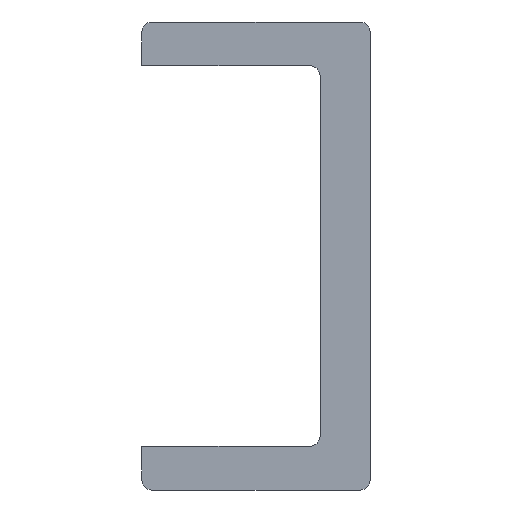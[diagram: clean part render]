
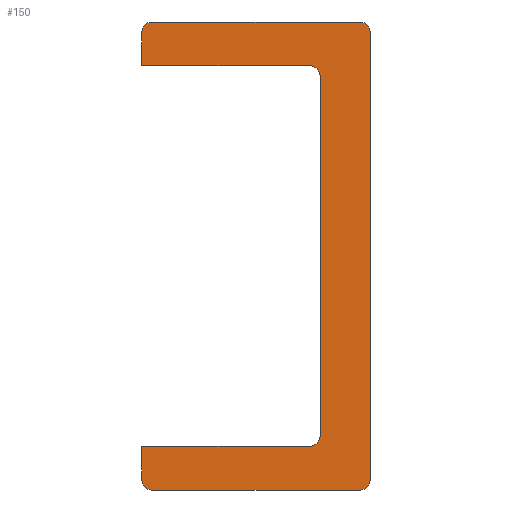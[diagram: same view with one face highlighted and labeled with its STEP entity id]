
A CAD part, front view. The second image highlights one B-rep face of the part: STEP entity #150.
In plain terms, the highlighted planar face has unit normal (0, -1, 0).
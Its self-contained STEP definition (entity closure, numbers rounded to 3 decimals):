
#150 = ADVANCED_FACE( '', ( #345 ), #346, .F. );
#345 = FACE_OUTER_BOUND( '', #560, .T. );
#346 = PLANE( '', #561 );
#560 = EDGE_LOOP( '', ( #883, #884, #885, #886, #887, #888, #889, #890, #891, #892, #893, #894, #895, #896 ) );
#561 = AXIS2_PLACEMENT_3D( '', #897, #898, #899 );
#883 = ORIENTED_EDGE( '', *, *, #1064, .F. );
#884 = ORIENTED_EDGE( '', *, *, #1036, .T. );
#885 = ORIENTED_EDGE( '', *, *, #1069, .F. );
#886 = ORIENTED_EDGE( '', *, *, #1101, .T. );
#887 = ORIENTED_EDGE( '', *, *, #1051, .F. );
#888 = ORIENTED_EDGE( '', *, *, #1007, .F. );
#889 = ORIENTED_EDGE( '', *, *, #1002, .F. );
#890 = ORIENTED_EDGE( '', *, *, #1103, .F. );
#891 = ORIENTED_EDGE( '', *, *, #1078, .F. );
#892 = ORIENTED_EDGE( '', *, *, #1104, .F. );
#893 = ORIENTED_EDGE( '', *, *, #1013, .F. );
#894 = ORIENTED_EDGE( '', *, *, #1092, .T. );
#895 = ORIENTED_EDGE( '', *, *, #1075, .F. );
#896 = ORIENTED_EDGE( '', *, *, #1098, .T. );
#897 = CARTESIAN_POINT( '', ( -10.5, 0., 21.5 ) );
#898 = DIRECTION( '', ( 0., 1., 0. ) );
#899 = DIRECTION( '', ( 0., 0., 1. ) );
#1002 = EDGE_CURVE( '', #1154, #1155, #1156, .T. );
#1007 = EDGE_CURVE( '', #1155, #1163, #1164, .T. );
#1013 = EDGE_CURVE( '', #1172, #1174, #1175, .T. );
#1036 = EDGE_CURVE( '', #1212, #1210, #1213, .F. );
#1051 = EDGE_CURVE( '', #1163, #1236, #1237, .T. );
#1064 = EDGE_CURVE( '', #1212, #1260, #1261, .T. );
#1069 = EDGE_CURVE( '', #1267, #1210, #1268, .T. );
#1075 = EDGE_CURVE( '', #1276, #1278, #1279, .T. );
#1078 = EDGE_CURVE( '', #1282, #1283, #1284, .T. );
#1092 = EDGE_CURVE( '', #1172, #1278, #1302, .F. );
#1098 = EDGE_CURVE( '', #1276, #1260, #1309, .F. );
#1101 = EDGE_CURVE( '', #1267, #1236, #1312, .F. );
#1103 = EDGE_CURVE( '', #1283, #1154, #1314, .T. );
#1104 = EDGE_CURVE( '', #1174, #1282, #1315, .T. );
#1154 = VERTEX_POINT( '', #1368 );
#1155 = VERTEX_POINT( '', #1369 );
#1156 = CIRCLE( '', #1370, 1. );
#1163 = VERTEX_POINT( '', #1379 );
#1164 = LINE( '', #1380, #1381 );
#1172 = VERTEX_POINT( '', #1392 );
#1174 = VERTEX_POINT( '', #1395 );
#1175 = LINE( '', #1396, #1397 );
#1210 = VERTEX_POINT( '', #1433 );
#1212 = VERTEX_POINT( '', #1436 );
#1213 = CIRCLE( '', #1437, 0.9 );
#1236 = VERTEX_POINT( '', #1461 );
#1237 = LINE( '', #1462, #1463 );
#1260 = VERTEX_POINT( '', #1489 );
#1261 = LINE( '', #1490, #1491 );
#1267 = VERTEX_POINT( '', #1498 );
#1268 = LINE( '', #1499, #1500 );
#1276 = VERTEX_POINT( '', #1511 );
#1278 = VERTEX_POINT( '', #1514 );
#1279 = LINE( '', #1515, #1516 );
#1282 = VERTEX_POINT( '', #1520 );
#1283 = VERTEX_POINT( '', #1521 );
#1284 = CIRCLE( '', #1522, 1. );
#1302 = CIRCLE( '', #1542, 0.9 );
#1309 = CIRCLE( '', #1549, 0.9 );
#1312 = CIRCLE( '', #1552, 0.9 );
#1314 = LINE( '', #1554, #1555 );
#1315 = LINE( '', #1556, #1557 );
#1368 = CARTESIAN_POINT( '', ( 5.9, 0., 16.5 ) );
#1369 = CARTESIAN_POINT( '', ( 4.9, 0., 17.5 ) );
#1370 = AXIS2_PLACEMENT_3D( '', #1618, #1619, #1620 );
#1379 = CARTESIAN_POINT( '', ( -10.5, 0., 17.5 ) );
#1380 = CARTESIAN_POINT( '', ( 4.9, 0., 17.5 ) );
#1381 = VECTOR( '', #1626, 1000. );
#1392 = CARTESIAN_POINT( '', ( -10.5, 0., -20.6 ) );
#1395 = CARTESIAN_POINT( '', ( -10.5, 0., -17.5 ) );
#1396 = CARTESIAN_POINT( '', ( -10.5, 0., -21.5 ) );
#1397 = VECTOR( '', #1631, 1000. );
#1433 = CARTESIAN_POINT( '', ( 9.6, 0., 21.5 ) );
#1436 = CARTESIAN_POINT( '', ( 10.5, 0., 20.6 ) );
#1437 = AXIS2_PLACEMENT_3D( '', #1670, #1671, #1672 );
#1461 = CARTESIAN_POINT( '', ( -10.5, 0., 20.6 ) );
#1462 = CARTESIAN_POINT( '', ( -10.5, 0., -21.5 ) );
#1463 = VECTOR( '', #1698, 1000. );
#1489 = CARTESIAN_POINT( '', ( 10.5, 0., -20.6 ) );
#1490 = CARTESIAN_POINT( '', ( 10.5, 0., 21.5 ) );
#1491 = VECTOR( '', #1726, 1000. );
#1498 = CARTESIAN_POINT( '', ( -9.6, 0., 21.5 ) );
#1499 = CARTESIAN_POINT( '', ( -10.5, 0., 21.5 ) );
#1500 = VECTOR( '', #1731, 1000. );
#1511 = CARTESIAN_POINT( '', ( 9.6, 0., -21.5 ) );
#1514 = CARTESIAN_POINT( '', ( -9.6, 0., -21.5 ) );
#1515 = CARTESIAN_POINT( '', ( 10.5, 0., -21.5 ) );
#1516 = VECTOR( '', #1736, 1000. );
#1520 = CARTESIAN_POINT( '', ( 4.9, 0., -17.5 ) );
#1521 = CARTESIAN_POINT( '', ( 5.9, 0., -16.5 ) );
#1522 = AXIS2_PLACEMENT_3D( '', #1738, #1739, #1740 );
#1542 = AXIS2_PLACEMENT_3D( '', #1755, #1756, #1757 );
#1549 = AXIS2_PLACEMENT_3D( '', #1764, #1765, #1766 );
#1552 = AXIS2_PLACEMENT_3D( '', #1770, #1771, #1772 );
#1554 = CARTESIAN_POINT( '', ( 5.9, 0., 16.5 ) );
#1555 = VECTOR( '', #1773, 1000. );
#1556 = CARTESIAN_POINT( '', ( 4.9, 0., -17.5 ) );
#1557 = VECTOR( '', #1774, 1000. );
#1618 = CARTESIAN_POINT( '', ( 4.9, 0., 16.5 ) );
#1619 = DIRECTION( '', ( 0., -1., 0. ) );
#1620 = DIRECTION( '', ( -1., 0., 0. ) );
#1626 = DIRECTION( '', ( -1., 0., 0. ) );
#1631 = DIRECTION( '', ( 0., 0., 1. ) );
#1670 = CARTESIAN_POINT( '', ( 9.6, 0., 20.6 ) );
#1671 = DIRECTION( '', ( 0., 1., 0. ) );
#1672 = DIRECTION( '', ( 0., 0., 1. ) );
#1698 = DIRECTION( '', ( 0., 0., 1. ) );
#1726 = DIRECTION( '', ( 0., 0., -1. ) );
#1731 = DIRECTION( '', ( 1., 0., 0. ) );
#1736 = DIRECTION( '', ( -1., 0., 0. ) );
#1738 = CARTESIAN_POINT( '', ( 4.9, 0., -16.5 ) );
#1739 = DIRECTION( '', ( 0., -1., 0. ) );
#1740 = DIRECTION( '', ( -1., 0., 0. ) );
#1755 = CARTESIAN_POINT( '', ( -9.6, 0., -20.6 ) );
#1756 = DIRECTION( '', ( 0., 1., 0. ) );
#1757 = DIRECTION( '', ( 0., 0., 1. ) );
#1764 = CARTESIAN_POINT( '', ( 9.6, 0., -20.6 ) );
#1765 = DIRECTION( '', ( 0., 1., 0. ) );
#1766 = DIRECTION( '', ( 0., 0., 1. ) );
#1770 = CARTESIAN_POINT( '', ( -9.6, 0., 20.6 ) );
#1771 = DIRECTION( '', ( 0., 1., 0. ) );
#1772 = DIRECTION( '', ( 0., 0., 1. ) );
#1773 = DIRECTION( '', ( 0., 0., 1. ) );
#1774 = DIRECTION( '', ( 1., 0., 0. ) );
